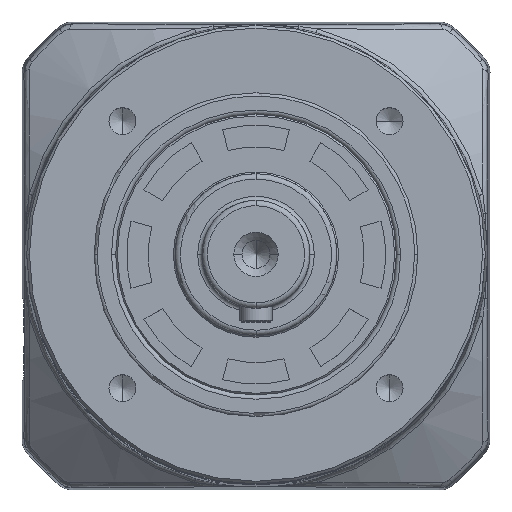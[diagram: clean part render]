
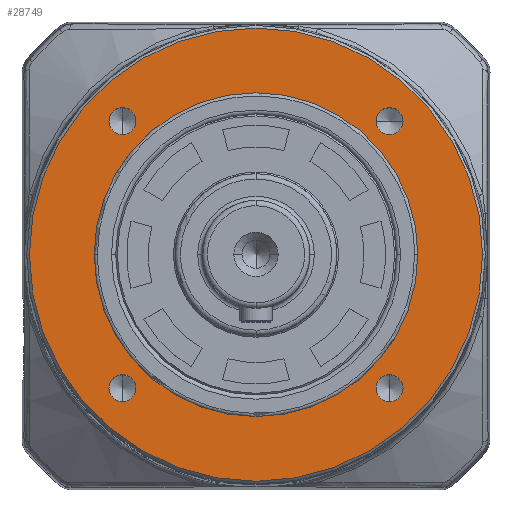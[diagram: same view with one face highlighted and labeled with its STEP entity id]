
A CAD part, top view. The second image highlights one B-rep face of the part: STEP entity #28749.
In plain terms, the highlighted planar face has unit normal (0, 0, 1).
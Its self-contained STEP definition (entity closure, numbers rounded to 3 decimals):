
#157 = AXIS2_PLACEMENT_3D ( 'NONE', #50095, #50051, #49932 ) ;
#1712 = ORIENTED_EDGE ( 'NONE', *, *, #11474, .T. ) ;
#1745 = DIRECTION ( 'NONE',  ( 1., 0., 0. ) ) ;
#1778 = VERTEX_POINT ( 'NONE', #15690 ) ;
#1820 = DIRECTION ( 'NONE',  ( 0., 0., -1. ) ) ;
#1871 = CARTESIAN_POINT ( 'NONE',  ( 0., 0., 41.5 ) ) ;
#3680 = EDGE_CURVE ( 'NONE', #34632, #13755, #38483, .T. ) ;
#4784 = CIRCLE ( 'NONE', #27713, 2.5 ) ;
#4872 = EDGE_LOOP ( 'NONE', ( #40023, #1712 ) ) ;
#5422 = CIRCLE ( 'NONE', #7579, 42. ) ;
#6003 = EDGE_CURVE ( 'NONE', #16423, #6449, #52841, .T. ) ;
#6449 = VERTEX_POINT ( 'NONE', #20347 ) ;
#6828 = EDGE_CURVE ( 'NONE', #1778, #49950, #51816, .T. ) ;
#7213 = EDGE_LOOP ( 'NONE', ( #49910, #47612 ) ) ;
#7302 = EDGE_CURVE ( 'NONE', #43478, #48270, #30051, .T. ) ;
#7412 = EDGE_CURVE ( 'NONE', #6449, #16423, #35096, .T. ) ;
#7579 = AXIS2_PLACEMENT_3D ( 'NONE', #22846, #51676, #27005 ) ;
#8075 = EDGE_CURVE ( 'NONE', #49267, #52354, #4784, .T. ) ;
#8111 = ORIENTED_EDGE ( 'NONE', *, *, #6828, .T. ) ;
#8899 = CARTESIAN_POINT ( 'NONE',  ( -30., 0., 41.5 ) ) ;
#9601 = EDGE_LOOP ( 'NONE', ( #52061, #12319 ) ) ;
#9727 = EDGE_LOOP ( 'NONE', ( #39718, #50154 ) ) ;
#10183 = EDGE_LOOP ( 'NONE', ( #43999, #12965 ) ) ;
#10241 = DIRECTION ( 'NONE',  ( 1., 0., 0. ) ) ;
#10308 = DIRECTION ( 'NONE',  ( 0., 0., -1. ) ) ;
#10370 = CARTESIAN_POINT ( 'NONE',  ( 24.749, -24.749, 41.5 ) ) ;
#11306 = EDGE_LOOP ( 'NONE', ( #26177, #8111 ) ) ;
#11474 = EDGE_CURVE ( 'NONE', #13755, #34632, #11982, .T. ) ;
#11573 = AXIS2_PLACEMENT_3D ( 'NONE', #31636, #31595, #31521 ) ;
#11982 = CIRCLE ( 'NONE', #24723, 30. ) ;
#12213 = AXIS2_PLACEMENT_3D ( 'NONE', #37503, #37446, #37381 ) ;
#12319 = ORIENTED_EDGE ( 'NONE', *, *, #8075, .T. ) ;
#12965 = ORIENTED_EDGE ( 'NONE', *, *, #14913, .F. ) ;
#13755 = VERTEX_POINT ( 'NONE', #8899 ) ;
#14384 = CARTESIAN_POINT ( 'NONE',  ( 27.249, 24.749, 41.5 ) ) ;
#14913 = EDGE_CURVE ( 'NONE', #30704, #48574, #32296, .T. ) ;
#15690 = CARTESIAN_POINT ( 'NONE',  ( 22.249, -24.749, 41.5 ) ) ;
#15852 = AXIS2_PLACEMENT_3D ( 'NONE', #52555, #52517, #52505 ) ;
#16423 = VERTEX_POINT ( 'NONE', #14384 ) ;
#16783 = CARTESIAN_POINT ( 'NONE',  ( -27.249, 24.749, 41.5 ) ) ;
#17237 = EDGE_CURVE ( 'NONE', #52354, #49267, #47265, .T. ) ;
#17388 = CARTESIAN_POINT ( 'NONE',  ( 42., 0., 41.5 ) ) ;
#18728 = DIRECTION ( 'NONE',  ( 1., 0., 0. ) ) ;
#18793 = DIRECTION ( 'NONE',  ( 0., 0., -1. ) ) ;
#18799 = CARTESIAN_POINT ( 'NONE',  ( -24.749, 24.749, 41.5 ) ) ;
#20347 = CARTESIAN_POINT ( 'NONE',  ( 22.249, 24.749, 41.5 ) ) ;
#22181 = AXIS2_PLACEMENT_3D ( 'NONE', #10370, #10308, #10241 ) ;
#22846 = CARTESIAN_POINT ( 'NONE',  ( 0., 0., 41.5 ) ) ;
#23767 = DIRECTION ( 'NONE',  ( 1., 0., 0. ) ) ;
#23877 = DIRECTION ( 'NONE',  ( 0., 0., -1. ) ) ;
#24017 = CARTESIAN_POINT ( 'NONE',  ( 0., 0., 41.5 ) ) ;
#24674 = DIRECTION ( 'NONE',  ( 1., 0., 0. ) ) ;
#24688 = DIRECTION ( 'NONE',  ( 0., 0., -1. ) ) ;
#24723 = AXIS2_PLACEMENT_3D ( 'NONE', #24017, #23877, #23767 ) ;
#24748 = CARTESIAN_POINT ( 'NONE',  ( 24.749, -24.749, 41.5 ) ) ;
#26177 = ORIENTED_EDGE ( 'NONE', *, *, #26368, .T. ) ;
#26368 = EDGE_CURVE ( 'NONE', #49950, #1778, #34471, .T. ) ;
#26528 = CARTESIAN_POINT ( 'NONE',  ( -27.249, -24.749, 41.5 ) ) ;
#26552 = EDGE_CURVE ( 'NONE', #48270, #43478, #32459, .T. ) ;
#27005 = DIRECTION ( 'NONE',  ( -1., 0., 0. ) ) ;
#27713 = AXIS2_PLACEMENT_3D ( 'NONE', #31870, #31816, #31751 ) ;
#28749 = ADVANCED_FACE ( 'NONE', ( #40333, #40496, #39979, #40758, #40852, #41131 ), #38187, .T. ) ;
#28945 = CARTESIAN_POINT ( 'NONE',  ( -42., 0., 41.5 ) ) ;
#29872 = AXIS2_PLACEMENT_3D ( 'NONE', #39233, #39187, #39126 ) ;
#30051 = CIRCLE ( 'NONE', #15852, 2.5 ) ;
#30704 = VERTEX_POINT ( 'NONE', #17388 ) ;
#31521 = DIRECTION ( 'NONE',  ( -1., 0., 0. ) ) ;
#31595 = DIRECTION ( 'NONE',  ( 0., 0., -1. ) ) ;
#31636 = CARTESIAN_POINT ( 'NONE',  ( 0., 0., 41.5 ) ) ;
#31709 = AXIS2_PLACEMENT_3D ( 'NONE', #37539, #37251, #37180 ) ;
#31751 = DIRECTION ( 'NONE',  ( 1., 0., 0. ) ) ;
#31816 = DIRECTION ( 'NONE',  ( 0., 0., -1. ) ) ;
#31870 = CARTESIAN_POINT ( 'NONE',  ( -24.749, -24.749, 41.5 ) ) ;
#32296 = CIRCLE ( 'NONE', #11573, 42. ) ;
#32459 = CIRCLE ( 'NONE', #47832, 2.5 ) ;
#33665 = CARTESIAN_POINT ( 'NONE',  ( -22.249, 24.749, 41.5 ) ) ;
#33938 = AXIS2_PLACEMENT_3D ( 'NONE', #1871, #1820, #1745 ) ;
#34471 = CIRCLE ( 'NONE', #50288, 2.5 ) ;
#34632 = VERTEX_POINT ( 'NONE', #52216 ) ;
#35096 = CIRCLE ( 'NONE', #157, 2.5 ) ;
#36271 = CARTESIAN_POINT ( 'NONE',  ( 27.249, -24.749, 41.5 ) ) ;
#37180 = DIRECTION ( 'NONE',  ( 1., 0., 0. ) ) ;
#37251 = DIRECTION ( 'NONE',  ( 0., 0., 1. ) ) ;
#37381 = DIRECTION ( 'NONE',  ( 1., 0., 0. ) ) ;
#37446 = DIRECTION ( 'NONE',  ( 0., 0., -1. ) ) ;
#37503 = CARTESIAN_POINT ( 'NONE',  ( 24.749, 24.749, 41.5 ) ) ;
#37539 = CARTESIAN_POINT ( 'NONE',  ( 0., 0., 41.5 ) ) ;
#38187 = PLANE ( 'NONE',  #31709 ) ;
#38483 = CIRCLE ( 'NONE', #33938, 30. ) ;
#39126 = DIRECTION ( 'NONE',  ( 1., 0., 0. ) ) ;
#39187 = DIRECTION ( 'NONE',  ( 0., 0., -1. ) ) ;
#39233 = CARTESIAN_POINT ( 'NONE',  ( -24.749, -24.749, 41.5 ) ) ;
#39718 = ORIENTED_EDGE ( 'NONE', *, *, #6003, .T. ) ;
#39979 = FACE_BOUND ( 'NONE', #11306, .T. ) ;
#40023 = ORIENTED_EDGE ( 'NONE', *, *, #3680, .T. ) ;
#40333 = FACE_BOUND ( 'NONE', #7213, .T. ) ;
#40496 = FACE_BOUND ( 'NONE', #9601, .T. ) ;
#40758 = FACE_BOUND ( 'NONE', #9727, .T. ) ;
#40852 = FACE_OUTER_BOUND ( 'NONE', #10183, .T. ) ;
#41131 = FACE_BOUND ( 'NONE', #4872, .T. ) ;
#42883 = EDGE_CURVE ( 'NONE', #48574, #30704, #5422, .T. ) ;
#43478 = VERTEX_POINT ( 'NONE', #33665 ) ;
#43999 = ORIENTED_EDGE ( 'NONE', *, *, #42883, .F. ) ;
#46709 = CARTESIAN_POINT ( 'NONE',  ( -22.249, -24.749, 41.5 ) ) ;
#47265 = CIRCLE ( 'NONE', #29872, 2.5 ) ;
#47612 = ORIENTED_EDGE ( 'NONE', *, *, #26552, .T. ) ;
#47832 = AXIS2_PLACEMENT_3D ( 'NONE', #18799, #18793, #18728 ) ;
#48270 = VERTEX_POINT ( 'NONE', #16783 ) ;
#48574 = VERTEX_POINT ( 'NONE', #28945 ) ;
#49267 = VERTEX_POINT ( 'NONE', #26528 ) ;
#49910 = ORIENTED_EDGE ( 'NONE', *, *, #7302, .T. ) ;
#49932 = DIRECTION ( 'NONE',  ( 1., 0., 0. ) ) ;
#49950 = VERTEX_POINT ( 'NONE', #36271 ) ;
#50051 = DIRECTION ( 'NONE',  ( 0., 0., -1. ) ) ;
#50095 = CARTESIAN_POINT ( 'NONE',  ( 24.749, 24.749, 41.5 ) ) ;
#50154 = ORIENTED_EDGE ( 'NONE', *, *, #7412, .T. ) ;
#50288 = AXIS2_PLACEMENT_3D ( 'NONE', #24748, #24688, #24674 ) ;
#51676 = DIRECTION ( 'NONE',  ( 0., 0., -1. ) ) ;
#51816 = CIRCLE ( 'NONE', #22181, 2.5 ) ;
#52061 = ORIENTED_EDGE ( 'NONE', *, *, #17237, .T. ) ;
#52216 = CARTESIAN_POINT ( 'NONE',  ( 30., 0., 41.5 ) ) ;
#52354 = VERTEX_POINT ( 'NONE', #46709 ) ;
#52505 = DIRECTION ( 'NONE',  ( 1., 0., 0. ) ) ;
#52517 = DIRECTION ( 'NONE',  ( 0., 0., -1. ) ) ;
#52555 = CARTESIAN_POINT ( 'NONE',  ( -24.749, 24.749, 41.5 ) ) ;
#52841 = CIRCLE ( 'NONE', #12213, 2.5 ) ;
